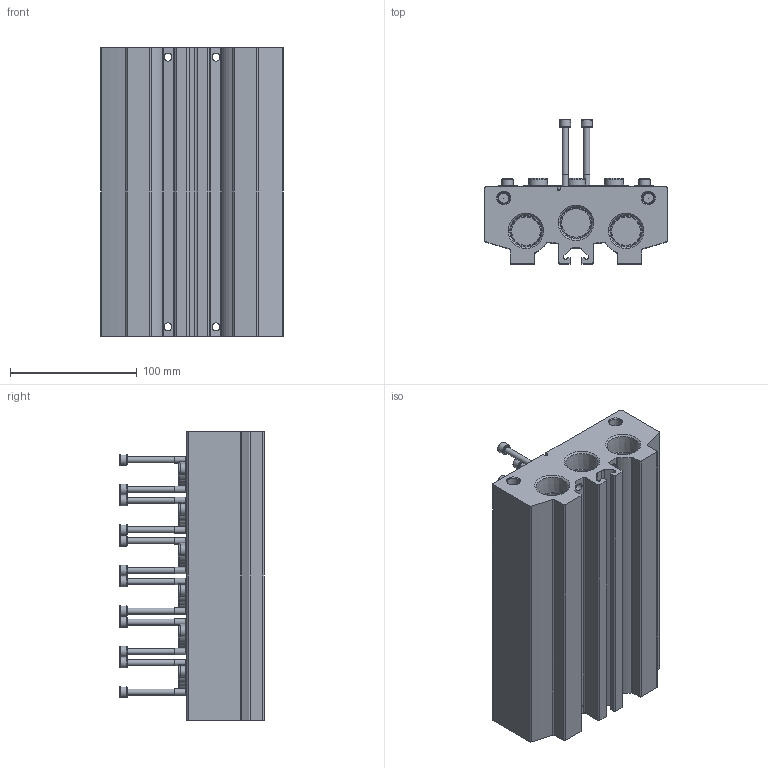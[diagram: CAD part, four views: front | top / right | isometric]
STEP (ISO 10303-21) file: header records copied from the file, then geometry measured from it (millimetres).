
FILE_DESCRIPTION(/* description */ ('STEP AP214'),/* implementation_level */ '2;1');
FILE_NAME(/* name */ '8026372_VABM-B10-30E-N34-6',/* time_stamp */ '2024-09-15T22:50:09+02:00',/* author */ ('License CC BY-ND 4.0'),/* organization */ ('CADENAS'),/* preprocessor_version */ 'ST-DEVELOPER v19.3',/* originating_system */ 'PARTsolutions',/* authorisation */ ' ');
FILE_SCHEMA (('AUTOMOTIVE_DESIGN {1 0 10303 214 3 1 1}'));
Length unit declared in the file: millimetre
Products named in the file (7): 8026372 VABM-B10-30E-N34-6; 8026372 VABM-B10-30E-N34-6---(M); 1658619 VUVS-G3-3---(S); 2191444 F-M5x60-10.9; 1354302 VUVS-G18---(S); 31786 B-3/4-NPT---(Plug); 173985 B-1/8-NPT---(Plug)
Assembly tree (36 placements, depth 2):
  8026372 VABM-B10-30E-N34-6
    8026372 VABM-B10-30E-N34-6---(M)
    1658619 VUVS-G3-3---(S)  x6
    2191444 F-M5x60-10.9  x12
    1354302 VUVS-G18---(S)  x12
    31786 B-3/4-NPT---(Plug)  x3
    173985 B-1/8-NPT---(Plug)  x2
Bounding box: 144 x 113.9 x 228 mm (x, y, z)
Volume: 1406540.1 mm3; surface area: 264176.9 mm2
Topology: 36 solids, 36 shells, 1420 faces, 3350 edges, 2127 vertices
Faces by surface type: plane 664, cylinder 399, cone 285, torus 72
Full cylindrical faces by diameter (mm): 3.5 x1, 4.134 x15, 4.366 x2, 4.75 x12, 5 x12, 5.5 x12, 6 x12, 6.3 x4, 8.2 x2, 8.5 x12, 8.9 x12, 9 x18, 10.8 x12, 12 x18, 14.288 x3, 15 x12, 15.1 x18, 18.1 x18, 22.8 x3
Entity records: 13639 total; most frequent: CARTESIAN_POINT 2703, DIRECTION 2276, ORIENTED_EDGE 1896, EDGE_CURVE 948, AXIS2_PLACEMENT_3D 887, FACE_BOUND 768, EDGE_LOOP 750, VERTEX_POINT 718
